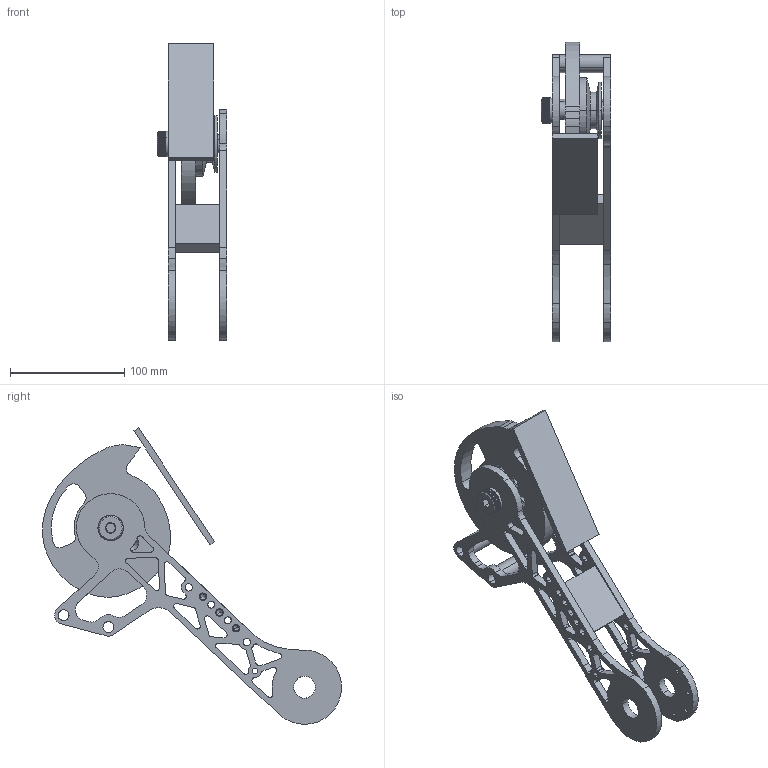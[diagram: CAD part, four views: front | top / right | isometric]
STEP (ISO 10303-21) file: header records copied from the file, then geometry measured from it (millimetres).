
FILE_DESCRIPTION (( 'STEP AP203' ), '1' );
FILE_NAME ('Old Weapon Assy Sim Export.STEP', '2024-08-15T01:05:03', ( '' ), ( '' ), 'SwSTEP 2.0', 'SolidWorks 2024', '' );
FILE_SCHEMA (( 'CONFIG_CONTROL_DESIGN' ));
Length unit declared in the file: millimetre
Products named in the file (4): old weapon assy for sim; Old Weapon Assy Sim Export; WeaponDisk_160mm-sim; Part4^Old Weapon Assy Sim
Assembly tree (3 placements, depth 2):
  Old Weapon Assy Sim Export
    old weapon assy for sim
    WeaponDisk_160mm-sim
    Part4^Old Weapon Assy Sim
Bounding box: 60.95 x 262.23 x 260.02 mm (x, y, z)
Volume: 341415.3 mm3; surface area: 131008.9 mm2
Topology: 3 solids, 4 shells, 752 faces, 2029 edges, 1300 vertices
Faces by surface type: cylinder 278, plane 270, cone 203, bspline 1
Entity records: 24731 total; most frequent: CARTESIAN_POINT 5279, ORIENTED_EDGE 4034, DIRECTION 3961, EDGE_CURVE 2017, AXIS2_PLACEMENT_3D 1500, VERTEX_POINT 1300, VECTOR 961, LINE 961
